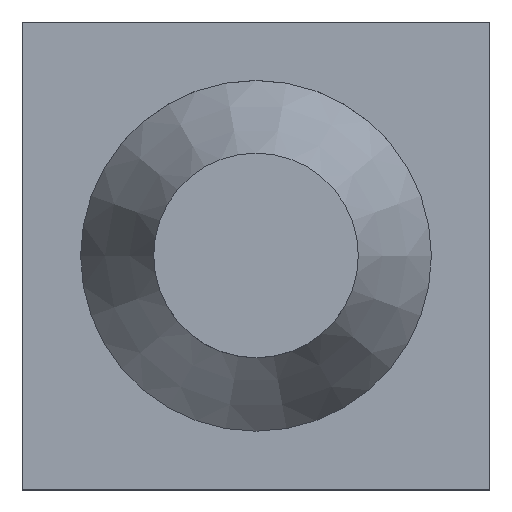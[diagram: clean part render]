
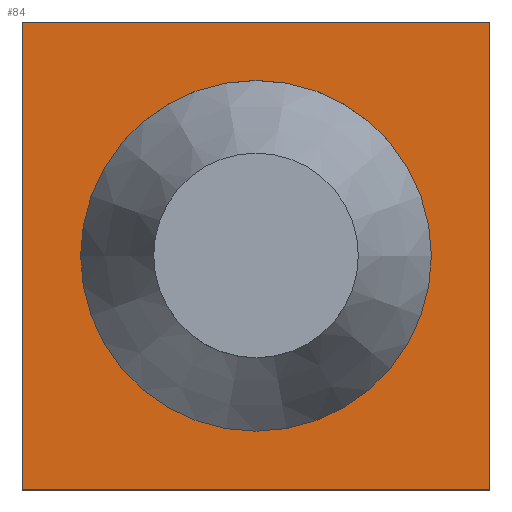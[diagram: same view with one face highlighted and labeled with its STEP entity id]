
A CAD part, top view. The second image highlights one B-rep face of the part: STEP entity #84.
In plain terms, the highlighted planar face has unit normal (0, 0, 1).
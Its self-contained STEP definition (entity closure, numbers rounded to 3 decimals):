
#84=ADVANCED_FACE('',(#172,#174),#176,.T.);
#172=FACE_BOUND('',#173,.T.);
#173=EDGE_LOOP('',(#223,#224,#225,#226));
#174=FACE_BOUND('',#175,.T.);
#175=EDGE_LOOP('',(#227));
#176=PLANE('',#177);
#177=AXIS2_PLACEMENT_3D('',#178,#179,#180);
#178=CARTESIAN_POINT('',(0.,0.,3.));
#179=DIRECTION('',(0.,0.,1.));
#180=DIRECTION('',(-1.,0.,0.));
#223=ORIENTED_EDGE('',*,*,#252,.T.);
#224=ORIENTED_EDGE('',*,*,#253,.T.);
#225=ORIENTED_EDGE('',*,*,#254,.T.);
#226=ORIENTED_EDGE('',*,*,#255,.T.);
#227=ORIENTED_EDGE('',*,*,#250,.T.);
#250=EDGE_CURVE('',#268,#268,#269,.F.);
#252=EDGE_CURVE('',#272,#273,#274,.T.);
#253=EDGE_CURVE('',#273,#275,#276,.T.);
#254=EDGE_CURVE('',#275,#277,#278,.T.);
#255=EDGE_CURVE('',#277,#272,#279,.T.);
#268=VERTEX_POINT('',#302);
#269=CIRCLE('',#303,3.);
#272=VERTEX_POINT('',#312);
#273=VERTEX_POINT('',#313);
#274=LINE('',#314,#315);
#275=VERTEX_POINT('',#317);
#276=LINE('',#318,#319);
#277=VERTEX_POINT('',#321);
#278=LINE('',#322,#323);
#279=LINE('',#325,#326);
#302=CARTESIAN_POINT('',(-3.17,1.065,3.));
#303=AXIS2_PLACEMENT_3D('',#304,#305,#306);
#304=CARTESIAN_POINT('',(-0.17,1.065,3.));
#305=DIRECTION('',(0.,0.,1.));
#306=DIRECTION('',(-1.,0.,0.));
#312=CARTESIAN_POINT('',(-4.17,5.065,3.));
#313=CARTESIAN_POINT('',(-4.17,-2.935,3.));
#314=CARTESIAN_POINT('',(-4.17,5.065,3.));
#315=VECTOR('',#316,1.);
#316=DIRECTION('',(0.,-1.,0.));
#317=CARTESIAN_POINT('',(3.83,-2.935,3.));
#318=CARTESIAN_POINT('',(-4.17,-2.935,3.));
#319=VECTOR('',#320,1.);
#320=DIRECTION('',(1.,0.,0.));
#321=CARTESIAN_POINT('',(3.83,5.065,3.));
#322=CARTESIAN_POINT('',(3.83,-2.935,3.));
#323=VECTOR('',#324,1.);
#324=DIRECTION('',(0.,1.,0.));
#325=CARTESIAN_POINT('',(3.83,5.065,3.));
#326=VECTOR('',#327,1.);
#327=DIRECTION('',(-1.,0.,0.));
